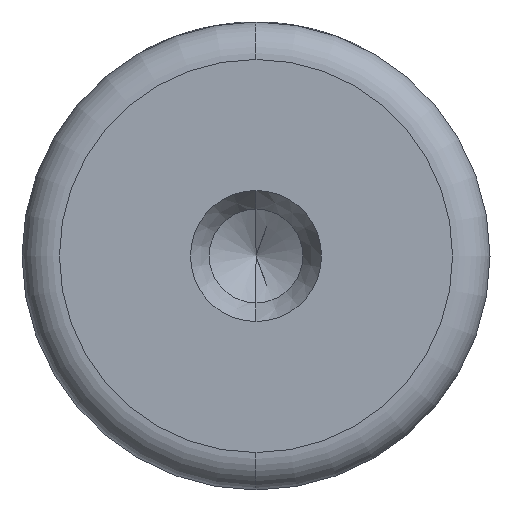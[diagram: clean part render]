
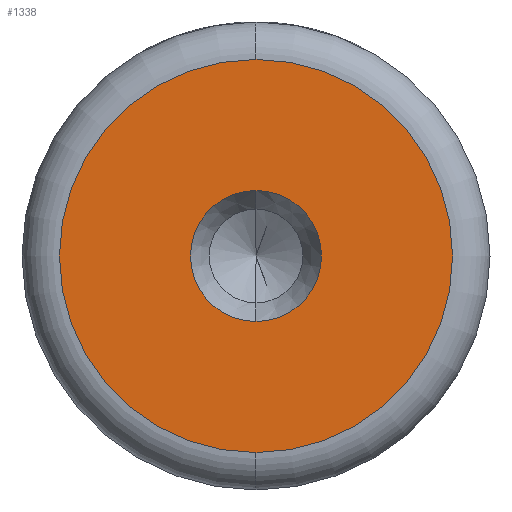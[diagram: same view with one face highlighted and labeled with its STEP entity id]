
A CAD part, left-side view. The second image highlights one B-rep face of the part: STEP entity #1338.
In plain terms, the highlighted planar face has unit normal (-1, 0, 0).
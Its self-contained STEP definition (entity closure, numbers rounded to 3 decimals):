
#13 = CARTESIAN_POINT ( 'NONE',  ( 0., 0., 0. ) ) ;
#52 = EDGE_CURVE ( 'NONE', #1104, #1354, #167, .T. ) ;
#62 = EDGE_CURVE ( 'NONE', #341, #548, #138, .T. ) ;
#138 = CIRCLE ( 'NONE', #1268, 3.5 ) ;
#141 = EDGE_CURVE ( 'NONE', #1354, #1104, #615, .T. ) ;
#148 = DIRECTION ( 'NONE',  ( 0., 0., 1. ) ) ;
#151 = EDGE_CURVE ( 'NONE', #548, #341, #248, .T. ) ;
#167 = CIRCLE ( 'NONE', #1244, 10.5 ) ;
#173 = CARTESIAN_POINT ( 'NONE',  ( 0., 0., 10.5 ) ) ;
#178 = FACE_OUTER_BOUND ( 'NONE', #1286, .T. ) ;
#222 = CARTESIAN_POINT ( 'NONE',  ( 0., 0., 3.5 ) ) ;
#248 = CIRCLE ( 'NONE', #1040, 3.5 ) ;
#269 = CARTESIAN_POINT ( 'NONE',  ( 0., 0., 0. ) ) ;
#339 = ORIENTED_EDGE ( 'NONE', *, *, #52, .T. ) ;
#341 = VERTEX_POINT ( 'NONE', #962 ) ;
#358 = DIRECTION ( 'NONE',  ( -1., 0., 0. ) ) ;
#390 = DIRECTION ( 'NONE',  ( 0., 0., 1. ) ) ;
#467 = CARTESIAN_POINT ( 'NONE',  ( 0., 0., 0. ) ) ;
#482 = CARTESIAN_POINT ( 'NONE',  ( 0., 0., 0. ) ) ;
#503 = ORIENTED_EDGE ( 'NONE', *, *, #151, .F. ) ;
#545 = AXIS2_PLACEMENT_3D ( 'NONE', #467, #1241, #622 ) ;
#548 = VERTEX_POINT ( 'NONE', #222 ) ;
#586 = DIRECTION ( 'NONE',  ( 0., 0., 1. ) ) ;
#615 = CIRCLE ( 'NONE', #1059, 10.5 ) ;
#622 = DIRECTION ( 'NONE',  ( 0., 0., 1. ) ) ;
#822 = DIRECTION ( 'NONE',  ( -1., 0., 0. ) ) ;
#893 = EDGE_LOOP ( 'NONE', ( #503, #1351 ) ) ;
#962 = CARTESIAN_POINT ( 'NONE',  ( 0., 0., -3.5 ) ) ;
#991 = CARTESIAN_POINT ( 'NONE',  ( 0., 0., 0. ) ) ;
#1008 = FACE_BOUND ( 'NONE', #893, .T. ) ;
#1023 = DIRECTION ( 'NONE',  ( -1., 0., 0. ) ) ;
#1040 = AXIS2_PLACEMENT_3D ( 'NONE', #13, #822, #148 ) ;
#1059 = AXIS2_PLACEMENT_3D ( 'NONE', #269, #1023, #390 ) ;
#1099 = DIRECTION ( 'NONE',  ( 0., 0., 1. ) ) ;
#1104 = VERTEX_POINT ( 'NONE', #173 ) ;
#1121 = ORIENTED_EDGE ( 'NONE', *, *, #141, .T. ) ;
#1208 = DIRECTION ( 'NONE',  ( -1., 0., 0. ) ) ;
#1241 = DIRECTION ( 'NONE',  ( -1., 0., 0. ) ) ;
#1244 = AXIS2_PLACEMENT_3D ( 'NONE', #482, #1208, #586 ) ;
#1268 = AXIS2_PLACEMENT_3D ( 'NONE', #991, #358, #1099 ) ;
#1286 = EDGE_LOOP ( 'NONE', ( #339, #1121 ) ) ;
#1304 = PLANE ( 'NONE',  #545 ) ;
#1338 = ADVANCED_FACE ( 'NONE', ( #178, #1008 ), #1304, .T. ) ;
#1344 = CARTESIAN_POINT ( 'NONE',  ( 0., 0., -10.5 ) ) ;
#1351 = ORIENTED_EDGE ( 'NONE', *, *, #62, .F. ) ;
#1354 = VERTEX_POINT ( 'NONE', #1344 ) ;
